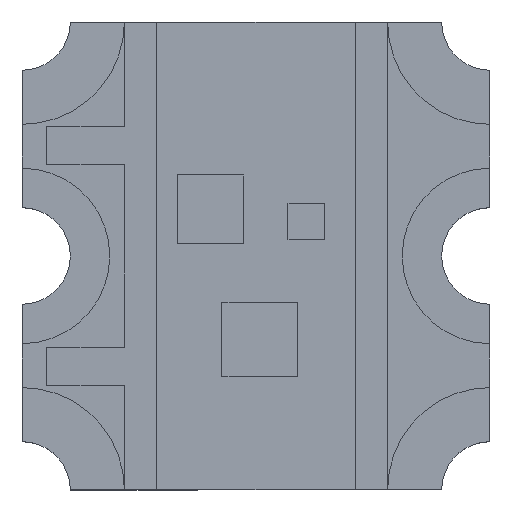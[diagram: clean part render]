
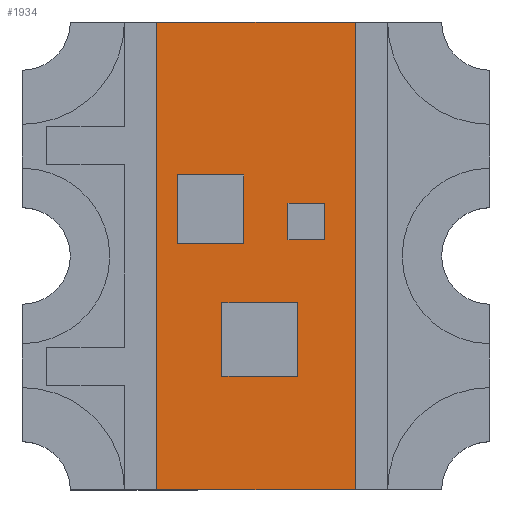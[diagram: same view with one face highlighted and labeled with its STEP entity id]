
A CAD part, top view. The second image highlights one B-rep face of the part: STEP entity #1934.
In plain terms, the highlighted planar face has unit normal (0, 0, 1).
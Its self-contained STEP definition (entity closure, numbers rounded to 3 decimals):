
#11 = EDGE_CURVE ( 'NONE', #1208, #1398, #2352, .T. ) ;
#18 = ORIENTED_EDGE ( 'NONE', *, *, #811, .F. ) ;
#24 = VERTEX_POINT ( 'NONE', #75 ) ;
#26 = VERTEX_POINT ( 'NONE', #2318 ) ;
#39 = CARTESIAN_POINT ( 'NONE',  ( -0.268, 0.277, 0.15 ) ) ;
#74 = FACE_OUTER_BOUND ( 'NONE', #2010, .T. ) ;
#75 = CARTESIAN_POINT ( 'NONE',  ( 0.34, -0.8, 0.15 ) ) ;
#85 = EDGE_CURVE ( 'NONE', #677, #1681, #1162, .T. ) ;
#100 = LINE ( 'NONE', #1107, #2407 ) ;
#109 = CARTESIAN_POINT ( 'NONE',  ( -0.268, 0.041, 0.15 ) ) ;
#113 = DIRECTION ( 'NONE',  ( 0., -1., 0. ) ) ;
#124 = ORIENTED_EDGE ( 'NONE', *, *, #85, .F. ) ;
#153 = LINE ( 'NONE', #1773, #389 ) ;
#190 = DIRECTION ( 'NONE',  ( 0., 1., 0. ) ) ;
#208 = DIRECTION ( 'NONE',  ( 0., -1., 0. ) ) ;
#234 = EDGE_LOOP ( 'NONE', ( #888, #1422, #686, #1588 ) ) ;
#258 = EDGE_LOOP ( 'NONE', ( #1152, #124, #815, #18 ) ) ;
#268 = FACE_BOUND ( 'NONE', #328, .T. ) ;
#328 = EDGE_LOOP ( 'NONE', ( #1273, #1033, #681, #1528 ) ) ;
#364 = VECTOR ( 'NONE', #113, 1000. ) ;
#387 = VERTEX_POINT ( 'NONE', #1806 ) ;
#389 = VECTOR ( 'NONE', #190, 1000. ) ;
#469 = LINE ( 'NONE', #2097, #1097 ) ;
#477 = EDGE_CURVE ( 'NONE', #1681, #715, #2575, .T. ) ;
#491 = ORIENTED_EDGE ( 'NONE', *, *, #881, .T. ) ;
#498 = VECTOR ( 'NONE', #208, 1000. ) ;
#527 = VECTOR ( 'NONE', #1385, 1000. ) ;
#530 = CARTESIAN_POINT ( 'NONE',  ( 0.141, -0.16, 0.15 ) ) ;
#582 = DIRECTION ( 'NONE',  ( -1., 0., 0. ) ) ;
#596 = LINE ( 'NONE', #1394, #2538 ) ;
#657 = DIRECTION ( 'NONE',  ( 0., 1., 0. ) ) ;
#677 = VERTEX_POINT ( 'NONE', #1930 ) ;
#681 = ORIENTED_EDGE ( 'NONE', *, *, #1063, .F. ) ;
#686 = ORIENTED_EDGE ( 'NONE', *, *, #1255, .F. ) ;
#715 = VERTEX_POINT ( 'NONE', #945 ) ;
#798 = CARTESIAN_POINT ( 'NONE',  ( 0.235, 0.055, 0.15 ) ) ;
#802 = CARTESIAN_POINT ( 'NONE',  ( 0.109, 0.18, 0.15 ) ) ;
#811 = EDGE_CURVE ( 'NONE', #715, #387, #2522, .T. ) ;
#815 = ORIENTED_EDGE ( 'NONE', *, *, #1003, .F. ) ;
#832 = CARTESIAN_POINT ( 'NONE',  ( 0.141, -0.412, 0.15 ) ) ;
#833 = CARTESIAN_POINT ( 'NONE',  ( 0.235, 0.18, 0.15 ) ) ;
#881 = EDGE_CURVE ( 'NONE', #26, #1909, #1378, .T. ) ;
#883 = CARTESIAN_POINT ( 'NONE',  ( 0.109, 0.055, 0.15 ) ) ;
#888 = ORIENTED_EDGE ( 'NONE', *, *, #11, .F. ) ;
#903 = EDGE_CURVE ( 'NONE', #989, #1010, #1563, .T. ) ;
#945 = CARTESIAN_POINT ( 'NONE',  ( -0.042, 0.041, 0.15 ) ) ;
#954 = CARTESIAN_POINT ( 'NONE',  ( -0.042, 0.277, 0.15 ) ) ;
#986 = VECTOR ( 'NONE', #657, 1000. ) ;
#989 = VERTEX_POINT ( 'NONE', #832 ) ;
#992 = LINE ( 'NONE', #1615, #498 ) ;
#1001 = ORIENTED_EDGE ( 'NONE', *, *, #1309, .T. ) ;
#1003 = EDGE_CURVE ( 'NONE', #387, #677, #1855, .T. ) ;
#1008 = ORIENTED_EDGE ( 'NONE', *, *, #1240, .T. ) ;
#1010 = VERTEX_POINT ( 'NONE', #530 ) ;
#1014 = CARTESIAN_POINT ( 'NONE',  ( -0.268, 0.277, 0.15 ) ) ;
#1033 = ORIENTED_EDGE ( 'NONE', *, *, #1841, .F. ) ;
#1063 = EDGE_CURVE ( 'NONE', #1010, #1133, #100, .T. ) ;
#1097 = VECTOR ( 'NONE', #1308, 1000. ) ;
#1107 = CARTESIAN_POINT ( 'NONE',  ( -0.116, -0.16, 0.15 ) ) ;
#1133 = VERTEX_POINT ( 'NONE', #1237 ) ;
#1137 = ORIENTED_EDGE ( 'NONE', *, *, #1272, .T. ) ;
#1152 = ORIENTED_EDGE ( 'NONE', *, *, #477, .F. ) ;
#1157 = DIRECTION ( 'NONE',  ( 0., 1., 0. ) ) ;
#1158 = VECTOR ( 'NONE', #1824, 1000. ) ;
#1162 = LINE ( 'NONE', #1014, #1158 ) ;
#1208 = VERTEX_POINT ( 'NONE', #2199 ) ;
#1237 = CARTESIAN_POINT ( 'NONE',  ( -0.116, -0.16, 0.15 ) ) ;
#1240 = EDGE_CURVE ( 'NONE', #24, #1306, #153, .T. ) ;
#1255 = EDGE_CURVE ( 'NONE', #2359, #1936, #1808, .T. ) ;
#1272 = EDGE_CURVE ( 'NONE', #1909, #24, #2141, .T. ) ;
#1273 = ORIENTED_EDGE ( 'NONE', *, *, #1417, .F. ) ;
#1291 = VECTOR ( 'NONE', #2221, 1000. ) ;
#1306 = VERTEX_POINT ( 'NONE', #2055 ) ;
#1308 = DIRECTION ( 'NONE',  ( -1., 0., 0. ) ) ;
#1309 = EDGE_CURVE ( 'NONE', #1306, #26, #469, .T. ) ;
#1378 = LINE ( 'NONE', #2347, #364 ) ;
#1385 = DIRECTION ( 'NONE',  ( 1., 0., 0. ) ) ;
#1394 = CARTESIAN_POINT ( 'NONE',  ( -0.116, -0.412, 0.15 ) ) ;
#1396 = CARTESIAN_POINT ( 'NONE',  ( -0.268, 0.041, 0.15 ) ) ;
#1398 = VERTEX_POINT ( 'NONE', #798 ) ;
#1417 = EDGE_CURVE ( 'NONE', #1842, #989, #596, .T. ) ;
#1422 = ORIENTED_EDGE ( 'NONE', *, *, #1717, .F. ) ;
#1442 = CARTESIAN_POINT ( 'NONE',  ( 0., 0., 0.15 ) ) ;
#1473 = CARTESIAN_POINT ( 'NONE',  ( -0.116, -0.16, 0.15 ) ) ;
#1509 = VECTOR ( 'NONE', #2580, 1000. ) ;
#1528 = ORIENTED_EDGE ( 'NONE', *, *, #903, .F. ) ;
#1563 = LINE ( 'NONE', #1736, #1713 ) ;
#1576 = DIRECTION ( 'NONE',  ( -1., 0., 0. ) ) ;
#1588 = ORIENTED_EDGE ( 'NONE', *, *, #1603, .F. ) ;
#1603 = EDGE_CURVE ( 'NONE', #1398, #2359, #1846, .T. ) ;
#1615 = CARTESIAN_POINT ( 'NONE',  ( 0.109, 0.18, 0.15 ) ) ;
#1676 = CARTESIAN_POINT ( 'NONE',  ( -0.116, -0.412, 0.15 ) ) ;
#1681 = VERTEX_POINT ( 'NONE', #1396 ) ;
#1713 = VECTOR ( 'NONE', #1157, 1000. ) ;
#1717 = EDGE_CURVE ( 'NONE', #1936, #1208, #992, .T. ) ;
#1736 = CARTESIAN_POINT ( 'NONE',  ( 0.141, -0.16, 0.15 ) ) ;
#1758 = CARTESIAN_POINT ( 'NONE',  ( 0.8, -0.8, 0.15 ) ) ;
#1773 = CARTESIAN_POINT ( 'NONE',  ( 0.34, 0., 0.15 ) ) ;
#1806 = CARTESIAN_POINT ( 'NONE',  ( -0.042, 0.277, 0.15 ) ) ;
#1808 = LINE ( 'NONE', #2607, #2445 ) ;
#1824 = DIRECTION ( 'NONE',  ( 0., -1., 0. ) ) ;
#1841 = EDGE_CURVE ( 'NONE', #1133, #1842, #2072, .T. ) ;
#1842 = VERTEX_POINT ( 'NONE', #1676 ) ;
#1846 = LINE ( 'NONE', #833, #986 ) ;
#1855 = LINE ( 'NONE', #39, #1291 ) ;
#1866 = FACE_BOUND ( 'NONE', #234, .T. ) ;
#1892 = DIRECTION ( 'NONE',  ( 1., 0., 0. ) ) ;
#1909 = VERTEX_POINT ( 'NONE', #1913 ) ;
#1913 = CARTESIAN_POINT ( 'NONE',  ( -0.34, -0.8, 0.15 ) ) ;
#1930 = CARTESIAN_POINT ( 'NONE',  ( -0.268, 0.277, 0.15 ) ) ;
#1934 = ADVANCED_FACE ( 'NONE', ( #74, #2494, #268, #1866 ), #2602, .T. ) ;
#1936 = VERTEX_POINT ( 'NONE', #802 ) ;
#1941 = VECTOR ( 'NONE', #2134, 1000. ) ;
#1948 = VECTOR ( 'NONE', #1892, 1000. ) ;
#2010 = EDGE_LOOP ( 'NONE', ( #1137, #1008, #1001, #491 ) ) ;
#2039 = VECTOR ( 'NONE', #2304, 1000. ) ;
#2042 = AXIS2_PLACEMENT_3D ( 'NONE', #1442, #2430, #2399 ) ;
#2055 = CARTESIAN_POINT ( 'NONE',  ( 0.34, 0.8, 0.15 ) ) ;
#2072 = LINE ( 'NONE', #1473, #2039 ) ;
#2097 = CARTESIAN_POINT ( 'NONE',  ( 0.8, 0.8, 0.15 ) ) ;
#2105 = CARTESIAN_POINT ( 'NONE',  ( 0.235, 0.18, 0.15 ) ) ;
#2134 = DIRECTION ( 'NONE',  ( 1., 0., 0. ) ) ;
#2141 = LINE ( 'NONE', #1758, #527 ) ;
#2182 = DIRECTION ( 'NONE',  ( 1., 0., 0. ) ) ;
#2199 = CARTESIAN_POINT ( 'NONE',  ( 0.109, 0.055, 0.15 ) ) ;
#2221 = DIRECTION ( 'NONE',  ( -1., 0., 0. ) ) ;
#2304 = DIRECTION ( 'NONE',  ( 0., -1., 0. ) ) ;
#2318 = CARTESIAN_POINT ( 'NONE',  ( -0.34, 0.8, 0.15 ) ) ;
#2347 = CARTESIAN_POINT ( 'NONE',  ( -0.34, 0., 0.15 ) ) ;
#2352 = LINE ( 'NONE', #883, #1948 ) ;
#2359 = VERTEX_POINT ( 'NONE', #2105 ) ;
#2399 = DIRECTION ( 'NONE',  ( 1., 0., 0. ) ) ;
#2407 = VECTOR ( 'NONE', #1576, 1000. ) ;
#2430 = DIRECTION ( 'NONE',  ( 0., 0., 1. ) ) ;
#2445 = VECTOR ( 'NONE', #582, 1000. ) ;
#2494 = FACE_BOUND ( 'NONE', #258, .T. ) ;
#2522 = LINE ( 'NONE', #954, #1509 ) ;
#2538 = VECTOR ( 'NONE', #2182, 1000. ) ;
#2575 = LINE ( 'NONE', #109, #1941 ) ;
#2580 = DIRECTION ( 'NONE',  ( 0., 1., 0. ) ) ;
#2602 = PLANE ( 'NONE',  #2042 ) ;
#2607 = CARTESIAN_POINT ( 'NONE',  ( 0.109, 0.18, 0.15 ) ) ;
